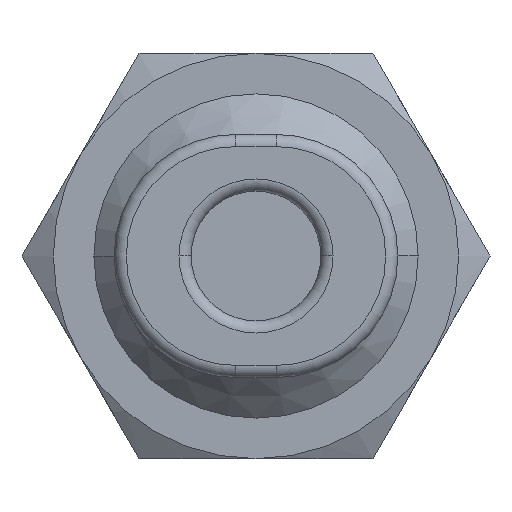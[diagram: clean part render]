
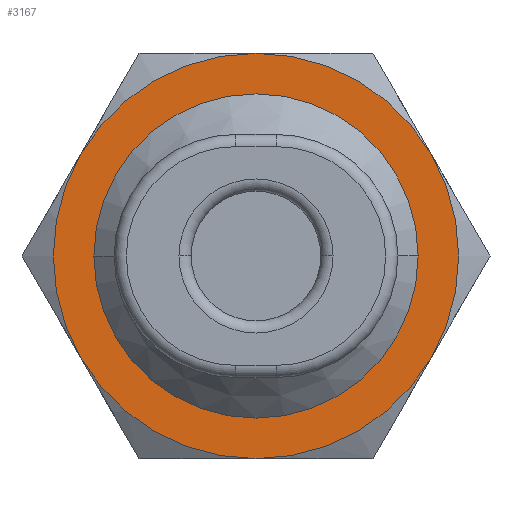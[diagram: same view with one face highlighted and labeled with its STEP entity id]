
A CAD part, front view. The second image highlights one B-rep face of the part: STEP entity #3167.
In plain terms, the highlighted face is planar.
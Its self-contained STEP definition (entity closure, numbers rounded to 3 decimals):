
#321=CARTESIAN_POINT('',(-4.0,5.8,0.));
#322=VERTEX_POINT('',#321);
#329=CARTESIAN_POINT('',(4.0,5.8,0.));
#330=VERTEX_POINT('',#329);
#331=CARTESIAN_POINT('',(0.0,5.8,0.0));
#332=DIRECTION('',(0.0,-1.0,0.0));
#333=DIRECTION('',(1.0,0.0,0.0));
#334=AXIS2_PLACEMENT_3D('',#331,#332,#333);
#335=CIRCLE('',#334,4.0);
#336=EDGE_CURVE('',#330,#322,#335,.T.);
#2627=CARTESIAN_POINT('',(0.0,5.8,-5.));
#2628=VERTEX_POINT('',#2627);
#2681=CARTESIAN_POINT('',(-4.33,5.8,-2.5));
#2682=VERTEX_POINT('',#2681);
#2728=CARTESIAN_POINT('',(-4.33,5.8,2.5));
#2729=VERTEX_POINT('',#2728);
#2767=CARTESIAN_POINT('',(4.33,5.8,2.5));
#2768=VERTEX_POINT('',#2767);
#2782=CARTESIAN_POINT('',(4.33,5.8,-2.5));
#2783=VERTEX_POINT('',#2782);
#2797=CARTESIAN_POINT('',(0.0,5.8,0.0));
#2798=DIRECTION('',(0.0,1.0,0.0));
#2799=DIRECTION('',(-1.0,0.0,0.0));
#2800=AXIS2_PLACEMENT_3D('',#2797,#2798,#2799);
#2801=CIRCLE('',#2800,5.);
#2802=EDGE_CURVE('',#2768,#2783,#2801,.T.);
#2814=CARTESIAN_POINT('',(0.0,5.8,5.0));
#2815=VERTEX_POINT('',#2814);
#2842=CARTESIAN_POINT('',(0.0,5.8,0.0));
#2843=DIRECTION('',(0.0,1.0,0.0));
#2844=DIRECTION('',(-1.0,0.0,0.0));
#2845=AXIS2_PLACEMENT_3D('',#2842,#2843,#2844);
#2846=CIRCLE('',#2845,5.);
#2847=EDGE_CURVE('',#2815,#2768,#2846,.T.);
#2871=CARTESIAN_POINT('',(0.0,5.8,0.0));
#2872=DIRECTION('',(0.0,1.0,0.0));
#2873=DIRECTION('',(-1.0,0.0,0.0));
#2874=AXIS2_PLACEMENT_3D('',#2871,#2872,#2873);
#2875=CIRCLE('',#2874,5.);
#2876=EDGE_CURVE('',#2729,#2815,#2875,.T.);
#2887=CARTESIAN_POINT('',(0.0,5.8,0.0));
#2888=DIRECTION('',(0.0,1.0,0.0));
#2889=DIRECTION('',(-1.0,0.0,0.0));
#2890=AXIS2_PLACEMENT_3D('',#2887,#2888,#2889);
#2891=CIRCLE('',#2890,5.);
#2892=EDGE_CURVE('',#2682,#2729,#2891,.T.);
#2904=CARTESIAN_POINT('',(0.0,5.8,0.0));
#2905=DIRECTION('',(0.0,1.0,0.0));
#2906=DIRECTION('',(-1.0,0.0,0.0));
#2907=AXIS2_PLACEMENT_3D('',#2904,#2905,#2906);
#2908=CIRCLE('',#2907,5.);
#2909=EDGE_CURVE('',#2628,#2682,#2908,.T.);
#2921=CARTESIAN_POINT('',(0.0,5.8,0.0));
#2922=DIRECTION('',(0.0,1.0,0.0));
#2923=DIRECTION('',(-1.0,0.0,0.0));
#2924=AXIS2_PLACEMENT_3D('',#2921,#2922,#2923);
#2925=CIRCLE('',#2924,5.);
#2926=EDGE_CURVE('',#2783,#2628,#2925,.T.);
#3077=CARTESIAN_POINT('',(0.0,5.8,0.0));
#3078=DIRECTION('',(0.0,-1.0,0.0));
#3079=DIRECTION('',(1.0,0.0,0.0));
#3080=AXIS2_PLACEMENT_3D('',#3077,#3078,#3079);
#3081=CIRCLE('',#3080,4.0);
#3082=EDGE_CURVE('',#322,#330,#3081,.T.);
#3150=CARTESIAN_POINT('',(0.0,5.8,0.0));
#3151=DIRECTION('',(0.0,-1.0,0.0));
#3152=DIRECTION('',(0.0,0.0,-1.0));
#3153=AXIS2_PLACEMENT_3D('',#3150,#3151,#3152);
#3154=PLANE('',#3153);
#3155=ORIENTED_EDGE('',*,*,#2926,.T.);
#3156=ORIENTED_EDGE('',*,*,#2909,.T.);
#3157=ORIENTED_EDGE('',*,*,#2892,.T.);
#3158=ORIENTED_EDGE('',*,*,#2876,.T.);
#3159=ORIENTED_EDGE('',*,*,#2847,.T.);
#3160=ORIENTED_EDGE('',*,*,#2802,.T.);
#3161=EDGE_LOOP('',(#3155,#3156,#3157,#3158,#3159,#3160));
#3162=FACE_OUTER_BOUND('',#3161,.T.);
#3163=ORIENTED_EDGE('',*,*,#3082,.T.);
#3164=ORIENTED_EDGE('',*,*,#336,.T.);
#3165=EDGE_LOOP('',(#3163,#3164));
#3166=FACE_BOUND('',#3165,.T.);
#3167=ADVANCED_FACE('',(#3162,#3166),#3154,.F.);
